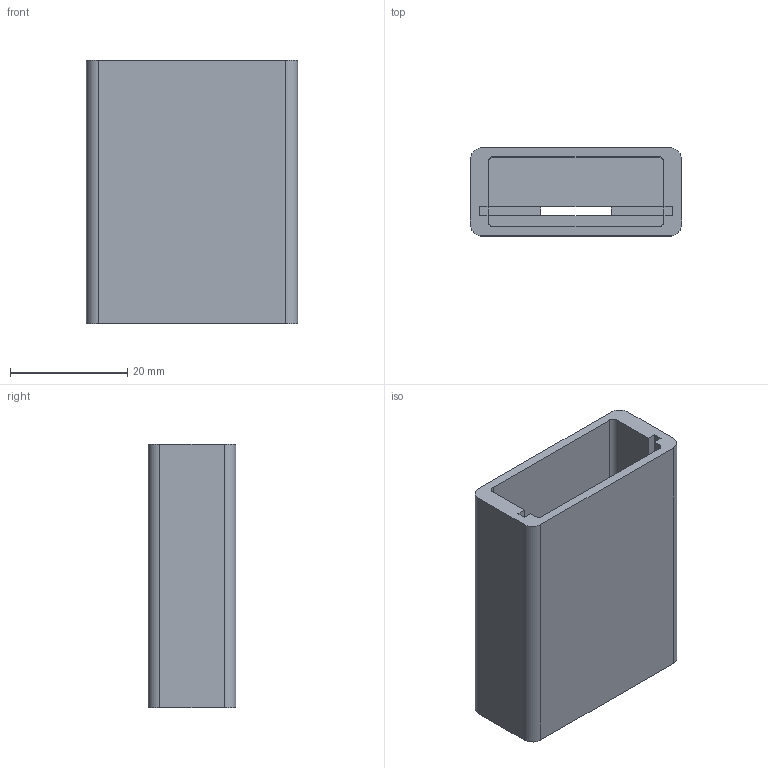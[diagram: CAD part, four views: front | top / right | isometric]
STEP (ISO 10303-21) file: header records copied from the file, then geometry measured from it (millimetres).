
FILE_DESCRIPTION(('FreeCAD Model'),'2;1');
FILE_NAME('Open CASCADE Shape Model','2024-07-22T12:48:30',(''),(''), 'Open CASCADE STEP processor 7.6','FreeCAD','Unknown');
FILE_SCHEMA(('AUTOMOTIVE_DESIGN { 1 0 10303 214 1 1 1 1 }'));
Length unit declared in the file: millimetre
Products named in the file (1): Тіло003
Bounding box: 36 x 15 x 45 mm (x, y, z)
Volume: 8472.9 mm3; surface area: 9322.8 mm2
Topology: 1 solids, 1 shells, 36 faces, 90 edges, 56 vertices
Faces by surface type: plane 28, cylinder 8
Entity records: 1080 total; most frequent: CARTESIAN_POINT 183, DIRECTION 180, ORIENTED_EDGE 180, EDGE_CURVE 90, LINE 74, VECTOR 74, VERTEX_POINT 56, AXIS2_PLACEMENT_3D 53
